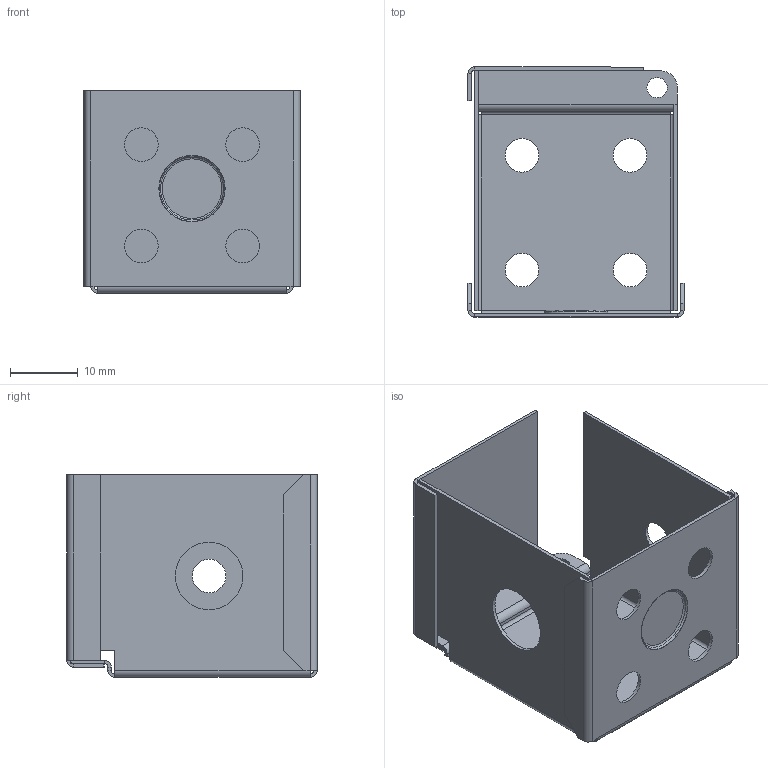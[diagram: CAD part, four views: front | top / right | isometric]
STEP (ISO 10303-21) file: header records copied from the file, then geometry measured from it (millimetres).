
FILE_DESCRIPTION(/* description */ (''),/* implementation_level */ '2;1');
FILE_NAME(/* name */ 'Tut_4 v3.step',/* time_stamp */ '2024-06-26T18:20:56+05:30',/* author */ (''),/* organization */ (''),/* preprocessor_version */ 'ST-DEVELOPER v20',/* originating_system */ 'Autodesk Translation Framework v13.14.0.145',/* authorisation */ '');
FILE_SCHEMA (('AUTOMOTIVE_DESIGN { 1 0 10303 214 3 1 1 }'));
Length unit declared in the file: millimetre
Products named in the file (3): Tut_4; Door; Bracket
Assembly tree (2 placements, depth 2):
  Tut_4
    Door
    Bracket
Bounding box: 32 x 37.06 x 30 mm (x, y, z)
Volume: 2453 mm3; surface area: 10162.8 mm2
Topology: 2 solids, 2 shells, 122 faces, 272 edges, 156 vertices
Faces by surface type: plane 84, cylinder 32, torus 6
Full cylindrical faces by diameter (mm): 3 x2, 5 x9, 10 x1
Entity records: 3419 total; most frequent: DIRECTION 604, CARTESIAN_POINT 555, ORIENTED_EDGE 544, EDGE_CURVE 272, AXIS2_PLACEMENT_3D 205, LINE 194, VECTOR 194, VERTEX_POINT 156
